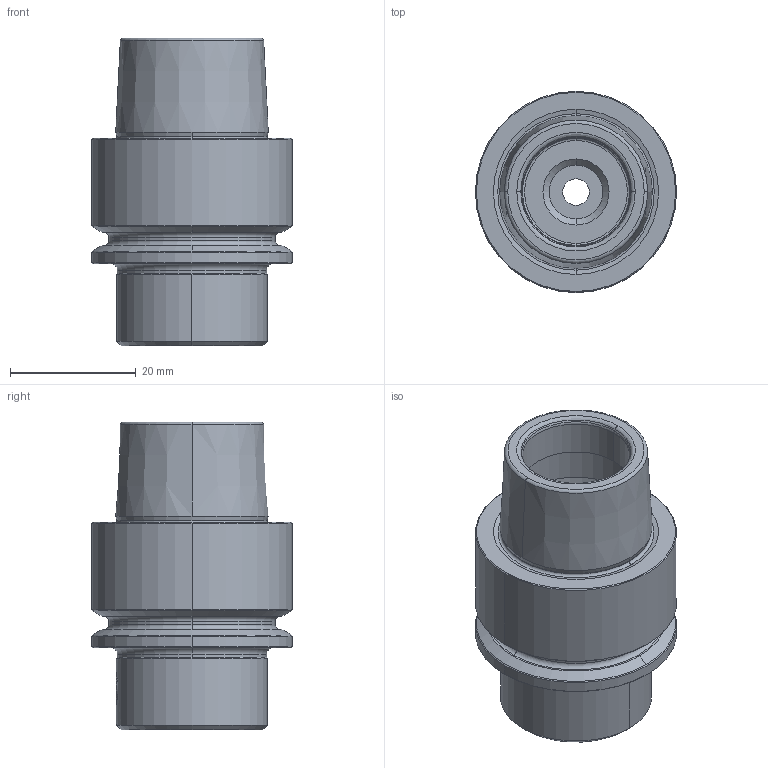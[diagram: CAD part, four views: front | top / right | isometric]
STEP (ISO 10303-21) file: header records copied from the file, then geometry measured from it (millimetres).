
FILE_DESCRIPTION(('no description'),'unknown implementation level');
FILE_NAME('FE838488-44F1-4C58-93DE-13E7849D8320_export.stp',' ',('CIMSOURCE GmbH'),('CADClick - KiM GmbH - www.kimweb.de'),'unknown preprocess','ACIS','unknown authorization');
FILE_SCHEMA(('automotive_design'));
Length unit declared in the file: millimetre
Products named in the file (2): 328.280F Kaiser HSK-E32xCKB2x43|690.432 Kaiser ETL M5 X 6,5 CK2;Schnitt-Linear austragen2; 328.280F Kaiser HSK-E32xCKB2x43|328.280F Kaiser HSK-E32xCKB2x43;Schnitt-Rotation12
Bounding box: 31.94 x 31.94 x 48.9 mm (x, y, z)
Volume: 18533.4 mm3; surface area: 8536.6 mm2
Topology: 2 solids, 2 shells, 141 faces, 318 edges, 185 vertices
Faces by surface type: cone 50, cylinder 34, plane 33, torus 24
Entity records: 7743 total; most frequent: CARTESIAN_POINT 809, DIRECTION 770, STYLED_ITEM 644, PRESENTATION_STYLE_ASSIGNMENT 644, COLOUR_RGB 644, ORIENTED_EDGE 632, AXIS2_PLACEMENT_3D 322, EDGE_CURVE 316
